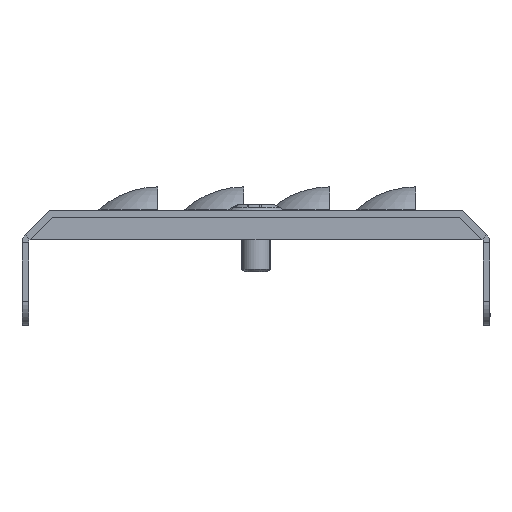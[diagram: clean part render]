
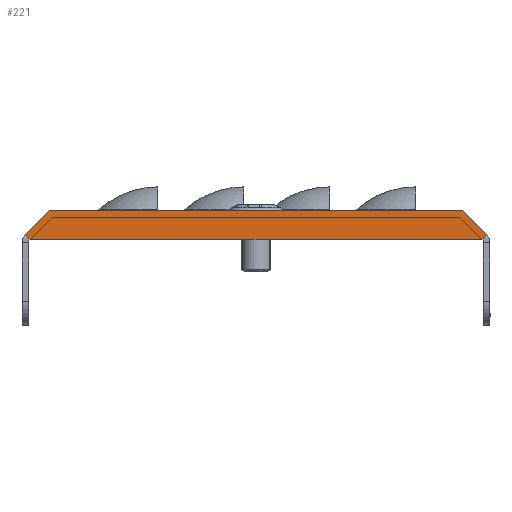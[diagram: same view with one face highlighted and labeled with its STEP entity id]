
A CAD part, left-side view. The second image highlights one B-rep face of the part: STEP entity #221.
In plain terms, the highlighted planar face has unit normal (-1, 0, 0).
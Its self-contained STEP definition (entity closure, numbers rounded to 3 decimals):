
#74 = EDGE_CURVE ( 'NONE', #14260, #10658, #10461, .T. ) ;
#102 = LINE ( 'NONE', #8023, #328 ) ;
#114 = LINE ( 'NONE', #13278, #3996 ) ;
#221 = ADVANCED_FACE ( 'NONE', ( #3917 ), #9724, .F. ) ;
#246 = EDGE_CURVE ( 'NONE', #9582, #13509, #797, .T. ) ;
#328 = VECTOR ( 'NONE', #4534, 1000. ) ;
#767 = ORIENTED_EDGE ( 'NONE', *, *, #1104, .T. ) ;
#797 = LINE ( 'NONE', #14175, #12597 ) ;
#830 = DIRECTION ( 'NONE',  ( 0., 0.707, 0.707 ) ) ;
#961 = ORIENTED_EDGE ( 'NONE', *, *, #74, .T. ) ;
#1104 = EDGE_CURVE ( 'NONE', #13509, #8112, #6340, .T. ) ;
#1211 = VECTOR ( 'NONE', #7590, 1000. ) ;
#1373 = CARTESIAN_POINT ( 'NONE',  ( -595., -0.703, -5.047 ) ) ;
#1767 = LINE ( 'NONE', #2858, #13068 ) ;
#1967 = DIRECTION ( 'NONE',  ( 0., 0.707, -0.707 ) ) ;
#2087 = EDGE_CURVE ( 'NONE', #8112, #9797, #4332, .T. ) ;
#2090 = EDGE_CURVE ( 'NONE', #14355, #12059, #114, .T. ) ;
#2427 = ORIENTED_EDGE ( 'NONE', *, *, #12010, .T. ) ;
#2610 = VECTOR ( 'NONE', #3699, 1000. ) ;
#2688 = CARTESIAN_POINT ( 'NONE',  ( -595., -0.703, -5.047 ) ) ;
#2858 = CARTESIAN_POINT ( 'NONE',  ( -595., -96.413, -6.037 ) ) ;
#3119 = VECTOR ( 'NONE', #830, 1000. ) ;
#3170 = DIRECTION ( 'NONE',  ( 0., -1., 0. ) ) ;
#3269 = VECTOR ( 'NONE', #1967, 1000. ) ;
#3699 = DIRECTION ( 'NONE',  ( 0., -0.707, -0.707 ) ) ;
#3769 = AXIS2_PLACEMENT_3D ( 'NONE', #8409, #11920, #6385 ) ;
#3917 = FACE_OUTER_BOUND ( 'NONE', #10902, .T. ) ;
#3996 = VECTOR ( 'NONE', #3170, 1000. ) ;
#4294 = LINE ( 'NONE', #11929, #3269 ) ;
#4332 = LINE ( 'NONE', #12257, #1211 ) ;
#4534 = DIRECTION ( 'NONE',  ( 0., -1., 0. ) ) ;
#4572 = ORIENTED_EDGE ( 'NONE', *, *, #2087, .T. ) ;
#5955 = CARTESIAN_POINT ( 'NONE',  ( -595., -92.356, 0. ) ) ;
#6340 = LINE ( 'NONE', #10796, #3119 ) ;
#6385 = DIRECTION ( 'NONE',  ( 0., 0., 1. ) ) ;
#7281 = DIRECTION ( 'NONE',  ( 0., -1., 0. ) ) ;
#7590 = DIRECTION ( 'NONE',  ( 0., 1., 0. ) ) ;
#8023 = CARTESIAN_POINT ( 'NONE',  ( -595., -1.693, -6.037 ) ) ;
#8112 = VERTEX_POINT ( 'NONE', #5955 ) ;
#8326 = EDGE_CURVE ( 'NONE', #9797, #14260, #4294, .T. ) ;
#8409 = CARTESIAN_POINT ( 'NONE',  ( -595., -6.744, -2.4 ) ) ;
#9298 = ORIENTED_EDGE ( 'NONE', *, *, #9491, .T. ) ;
#9491 = EDGE_CURVE ( 'NONE', #12059, #9582, #1767, .T. ) ;
#9582 = VERTEX_POINT ( 'NONE', #13913 ) ;
#9711 = ORIENTED_EDGE ( 'NONE', *, *, #2090, .T. ) ;
#9724 = PLANE ( 'NONE',  #3769 ) ;
#9797 = VERTEX_POINT ( 'NONE', #10533 ) ;
#9958 = ORIENTED_EDGE ( 'NONE', *, *, #8326, .T. ) ;
#10417 = CARTESIAN_POINT ( 'NONE',  ( -595., -1.693, -6.037 ) ) ;
#10461 = LINE ( 'NONE', #1373, #2610 ) ;
#10533 = CARTESIAN_POINT ( 'NONE',  ( -595., -5.75, 0. ) ) ;
#10658 = VERTEX_POINT ( 'NONE', #10417 ) ;
#10791 = CARTESIAN_POINT ( 'NONE',  ( -595., -97.403, -5.047 ) ) ;
#10796 = CARTESIAN_POINT ( 'NONE',  ( -595., -92.356, 0. ) ) ;
#10893 = DIRECTION ( 'NONE',  ( 0., -0.707, 0.707 ) ) ;
#10902 = EDGE_LOOP ( 'NONE', ( #961, #2427, #9711, #9298, #14161, #767, #4572, #9958 ) ) ;
#11920 = DIRECTION ( 'NONE',  ( 1., 0., 0. ) ) ;
#11929 = CARTESIAN_POINT ( 'NONE',  ( -595., -5.75, 0. ) ) ;
#12010 = EDGE_CURVE ( 'NONE', #10658, #14355, #102, .T. ) ;
#12059 = VERTEX_POINT ( 'NONE', #13352 ) ;
#12257 = CARTESIAN_POINT ( 'NONE',  ( -595., -92.356, 0. ) ) ;
#12597 = VECTOR ( 'NONE', #10893, 1000. ) ;
#13068 = VECTOR ( 'NONE', #7281, 1000. ) ;
#13278 = CARTESIAN_POINT ( 'NONE',  ( -595., -49.053, -6.037 ) ) ;
#13352 = CARTESIAN_POINT ( 'NONE',  ( -595., -96.249, -6.037 ) ) ;
#13509 = VERTEX_POINT ( 'NONE', #10791 ) ;
#13913 = CARTESIAN_POINT ( 'NONE',  ( -595., -96.413, -6.037 ) ) ;
#14161 = ORIENTED_EDGE ( 'NONE', *, *, #246, .T. ) ;
#14172 = CARTESIAN_POINT ( 'NONE',  ( -595., -1.857, -6.037 ) ) ;
#14175 = CARTESIAN_POINT ( 'NONE',  ( -595., -96.413, -6.037 ) ) ;
#14260 = VERTEX_POINT ( 'NONE', #2688 ) ;
#14355 = VERTEX_POINT ( 'NONE', #14172 ) ;
